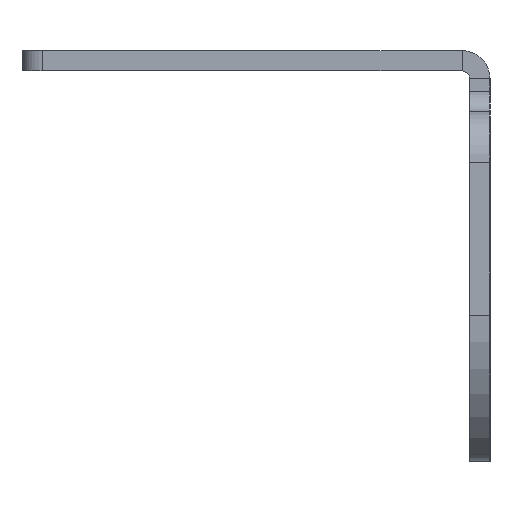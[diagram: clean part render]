
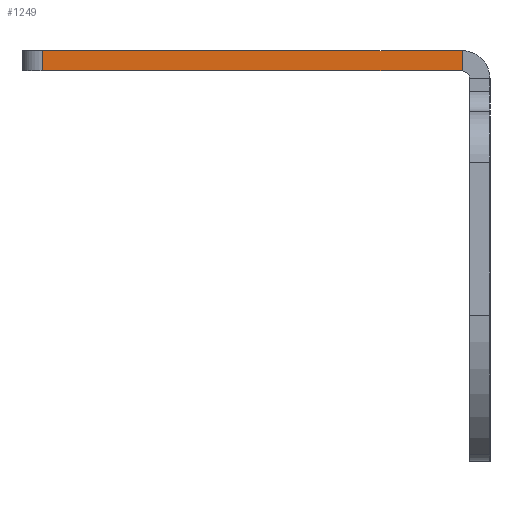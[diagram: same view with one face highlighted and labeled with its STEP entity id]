
A CAD part, left-side view. The second image highlights one B-rep face of the part: STEP entity #1249.
In plain terms, the highlighted planar face has unit normal (-1, 0, 0).
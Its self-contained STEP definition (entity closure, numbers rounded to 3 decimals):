
#56 = EDGE_LOOP ( 'NONE', ( #1033, #1450, #919, #181 ) ) ;
#65 = VECTOR ( 'NONE', #2114, 1000. ) ;
#147 = DIRECTION ( 'NONE',  ( 0., -1., 0. ) ) ;
#181 = ORIENTED_EDGE ( 'NONE', *, *, #2369, .T. ) ;
#241 = PLANE ( 'NONE',  #2051 ) ;
#274 = CARTESIAN_POINT ( 'NONE',  ( -50.418, -20.263, 20.19 ) ) ;
#540 = VERTEX_POINT ( 'NONE', #985 ) ;
#718 = LINE ( 'NONE', #1725, #1939 ) ;
#749 = DIRECTION ( 'NONE',  ( 0., -1., 0. ) ) ;
#811 = EDGE_CURVE ( 'NONE', #540, #2383, #2386, .T. ) ;
#919 = ORIENTED_EDGE ( 'NONE', *, *, #2488, .T. ) ;
#985 = CARTESIAN_POINT ( 'NONE',  ( -50.418, 21., 20.19 ) ) ;
#1033 = ORIENTED_EDGE ( 'NONE', *, *, #3084, .F. ) ;
#1226 = DIRECTION ( 'NONE',  ( 1., 0., 0. ) ) ;
#1249 = ADVANCED_FACE ( 'NONE', ( #3208 ), #241, .F. ) ;
#1439 = VERTEX_POINT ( 'NONE', #274 ) ;
#1450 = ORIENTED_EDGE ( 'NONE', *, *, #811, .T. ) ;
#1585 = CARTESIAN_POINT ( 'NONE',  ( -50.418, -20.263, 18.19 ) ) ;
#1677 = VECTOR ( 'NONE', #2612, 1000. ) ;
#1725 = CARTESIAN_POINT ( 'NONE',  ( -50.418, -21., 20.19 ) ) ;
#1834 = LINE ( 'NONE', #1585, #1677 ) ;
#1886 = LINE ( 'NONE', #2906, #2587 ) ;
#1939 = VECTOR ( 'NONE', #749, 1000. ) ;
#2051 = AXIS2_PLACEMENT_3D ( 'NONE', #2478, #1226, #3249 ) ;
#2114 = DIRECTION ( 'NONE',  ( 0., 0., -1. ) ) ;
#2361 = CARTESIAN_POINT ( 'NONE',  ( -50.418, 21., 18.19 ) ) ;
#2369 = EDGE_CURVE ( 'NONE', #3126, #1439, #1834, .T. ) ;
#2383 = VERTEX_POINT ( 'NONE', #2361 ) ;
#2386 = LINE ( 'NONE', #2420, #65 ) ;
#2420 = CARTESIAN_POINT ( 'NONE',  ( -50.418, 21., 20.19 ) ) ;
#2478 = CARTESIAN_POINT ( 'NONE',  ( -50.418, -21., 20.19 ) ) ;
#2488 = EDGE_CURVE ( 'NONE', #2383, #3126, #1886, .T. ) ;
#2587 = VECTOR ( 'NONE', #147, 1000. ) ;
#2612 = DIRECTION ( 'NONE',  ( 0., 0., 1. ) ) ;
#2906 = CARTESIAN_POINT ( 'NONE',  ( -50.418, -21., 18.19 ) ) ;
#3084 = EDGE_CURVE ( 'NONE', #540, #1439, #718, .T. ) ;
#3126 = VERTEX_POINT ( 'NONE', #3242 ) ;
#3208 = FACE_OUTER_BOUND ( 'NONE', #56, .T. ) ;
#3242 = CARTESIAN_POINT ( 'NONE',  ( -50.418, -20.263, 18.19 ) ) ;
#3249 = DIRECTION ( 'NONE',  ( 0., 1., 0. ) ) ;
